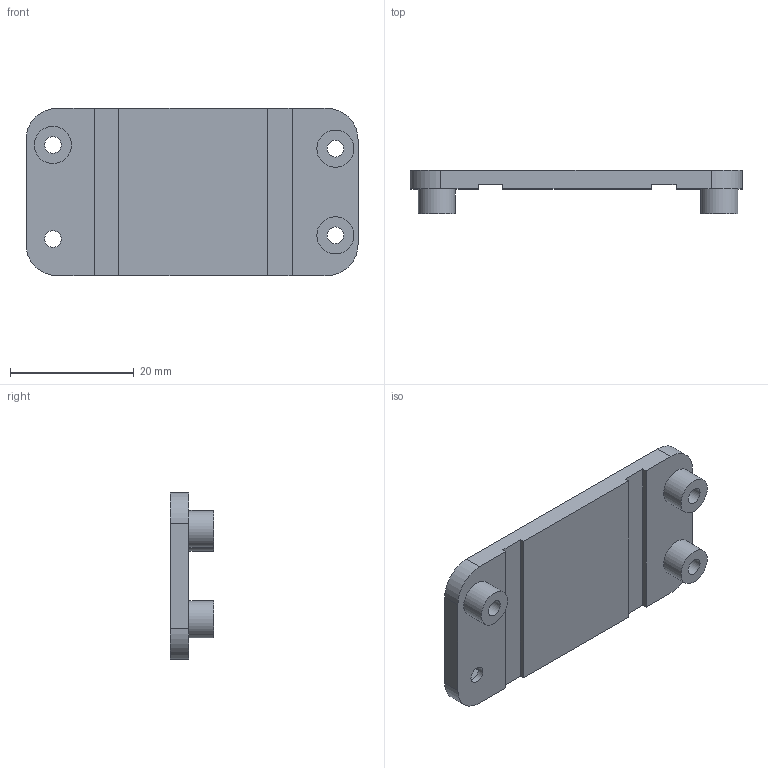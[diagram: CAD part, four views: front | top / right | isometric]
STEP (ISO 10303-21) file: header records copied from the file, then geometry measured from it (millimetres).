
FILE_DESCRIPTION(('FreeCAD Model'),'2;1');
FILE_NAME('zubax_orel_single.step','2020-12-19T23:56:40',('Author'),(''), 'Open CASCADE STEP processor 7.3','FreeCAD','Unknown');
FILE_SCHEMA(('AUTOMOTIVE_DESIGN { 1 0 10303 214 1 1 1 1 }'));
Length unit declared in the file: millimetre
Products named in the file (1): holder_single
Bounding box: 53.65 x 7 x 27 mm (x, y, z)
Volume: 4197.6 mm3; surface area: 3834.2 mm2
Topology: 1 solids, 1 shells, 56 faces, 141 edges, 94 vertices
Faces by surface type: plane 45, cylinder 11
Full cylindrical faces by diameter (mm): 2.7 x4, 6 x3
Entity records: 3529 total; most frequent: CARTESIAN_POINT 690, DIRECTION 503, LINE 335, VECTOR 335, ORIENTED_EDGE 282, PCURVE 282, DEFINITIONAL_REPRESENTATION 282, EDGE_CURVE 141
